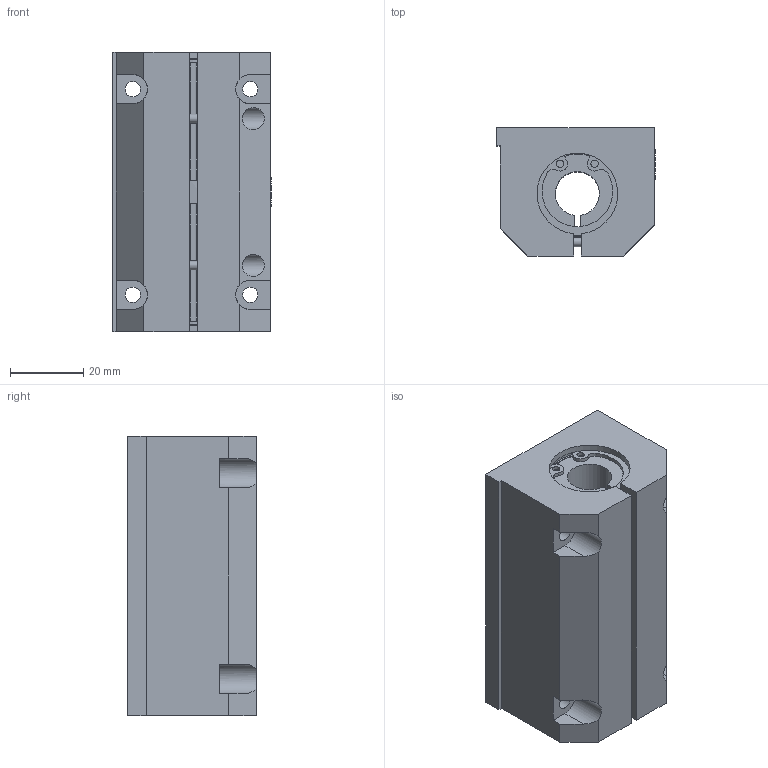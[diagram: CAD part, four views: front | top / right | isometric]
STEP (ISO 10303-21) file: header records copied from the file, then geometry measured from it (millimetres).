
FILE_DESCRIPTION(/* description */ ('Tandem Gehäuseeinheit geschlitz,einstellbar'),/* implementation_level */ '2;1');
FILE_NAME(/* name */ '121620-0.step',/* time_stamp */ '2021-08-11T10:35:39+02:00',/* author */ ('MuellerJ'),/* organization */ (''),/* preprocessor_version */ 'ST-DEVELOPER v18.1',/* originating_system */ 'Autodesk Inventor 2021',/* authorisation */ '');
FILE_SCHEMA (('AUTOMOTIVE_DESIGN { 1 0 10303 214 3 1 1 }'));
Length unit declared in the file: millimetre
Products named in the file (4): leer; leer_1; leer_2; leer_3
Assembly tree (5 placements, depth 2):
  leer
    leer_1
    leer_2  x2
    leer_3  x2
Bounding box: 43.25 x 35 x 76 mm (x, y, z)
Volume: 90174.1 mm3; surface area: 31520.8 mm2
Topology: 7 solids, 7 shells, 163 faces, 410 edges, 274 vertices
Faces by surface type: plane 92, cylinder 61, torus 7, cone 3
Full cylindrical faces by diameter (mm): 2 x4, 2.459 x4, 3.4 x2, 4.2 x4, 4.917 x4, 5.5 x2, 6 x2, 6.917 x1, 8 x1
Entity records: 4329 total; most frequent: CARTESIAN_POINT 801, DIRECTION 732, ORIENTED_EDGE 672, EDGE_CURVE 336, AXIS2_PLACEMENT_3D 263, VERTEX_POINT 226, LINE 206, VECTOR 206
